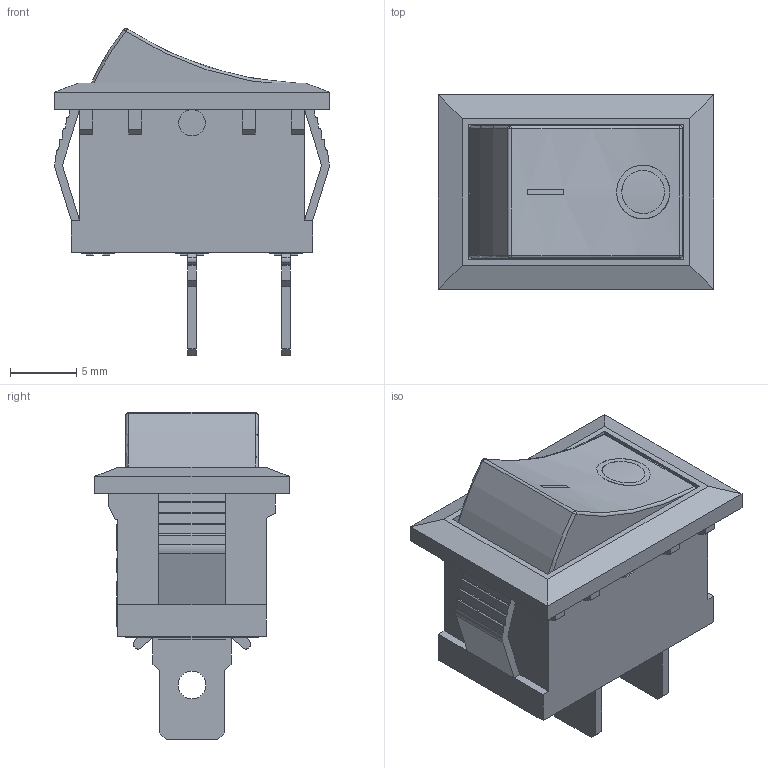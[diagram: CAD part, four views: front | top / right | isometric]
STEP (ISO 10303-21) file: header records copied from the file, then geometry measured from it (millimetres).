
FILE_DESCRIPTION (( 'STEP AP214' ), '1' );
FILE_NAME ('Switch_2.STEP', '2024-04-20T22:16:16', ( '' ), ( '' ), 'SwSTEP 2.0', 'SolidWorks 2022', '' );
FILE_SCHEMA (( 'AUTOMOTIVE_DESIGN' ));
Length unit declared in the file: millimetre
Products named in the file (1): Switch_2
Bounding box: 20.8 x 14.7 x 24.73 mm (x, y, z)
Volume: 3015.5 mm3; surface area: 2347.8 mm2
Topology: 2 solids, 2 shells, 754 faces, 2017 edges, 1334 vertices
Faces by surface type: plane 497, bspline 201, cylinder 44, sphere 6, torus 6
Entity records: 35460 total; most frequent: CARTESIAN_POINT 17257, ORIENTED_EDGE 4026, DIRECTION 2799, EDGE_CURVE 2013, VECTOR 1491, LINE 1491, VERTEX_POINT 1332, EDGE_LOOP 831
